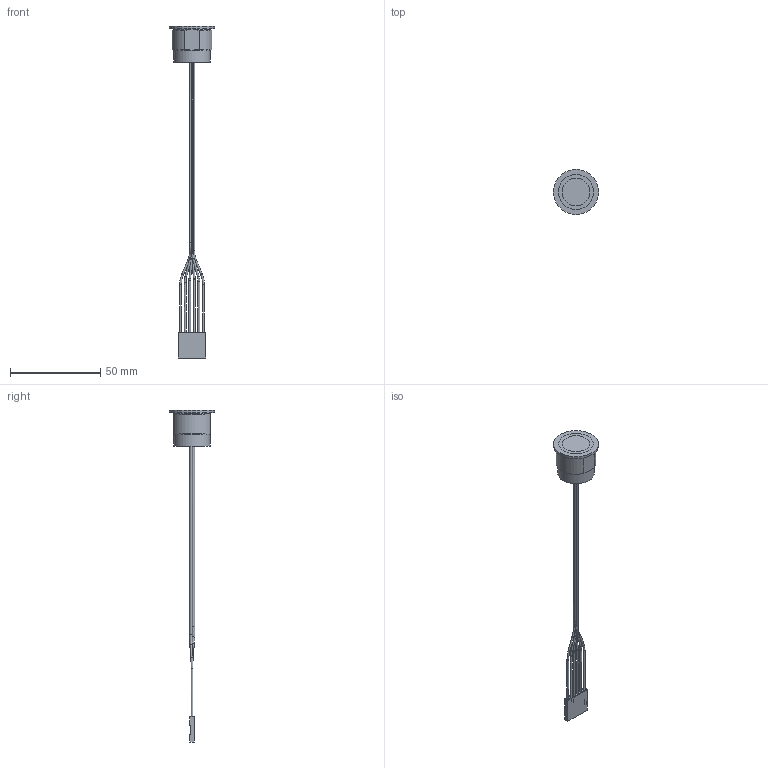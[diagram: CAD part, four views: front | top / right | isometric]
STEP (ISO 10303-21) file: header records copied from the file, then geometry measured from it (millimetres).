
FILE_DESCRIPTION(/* description */ (''),/* implementation_level */ '2;1');
FILE_NAME(/* name */ 'PZ7M2FRRW150.stp',/* time_stamp */ '2026-01-12T10:18:26-06:00',/* author */ ('jmeyers'),/* organization */ (''),/* preprocessor_version */ 'ST-DEVELOPER v18.1',/* originating_system */ 'Autodesk Inventor 2022',/* authorisation */ '');
FILE_SCHEMA (('AUTOMOTIVE_DESIGN { 1 0 10303 214 3 1 1 }'));
Length unit declared in the file: inch
Products named in the file (1): Part2
Bounding box: 25 x 25 x 184 mm (x, y, z)
Volume: 8326.3 mm3; surface area: 6292.4 mm2
Topology: 5 solids, 5 shells, 211 faces, 565 edges, 366 vertices
Faces by surface type: plane 141, cylinder 47, torus 12, bspline 7, cone 3, sphere 1
Full cylindrical faces by diameter (mm): 0.7 x6, 1 x11, 15.4 x1, 19.4 x1, 20.4 x1, 25 x1
Entity records: 7432 total; most frequent: CARTESIAN_POINT 2012, ORIENTED_EDGE 1138, DIRECTION 1086, EDGE_CURVE 569, LINE 396, VECTOR 396, VERTEX_POINT 368, AXIS2_PLACEMENT_3D 345
